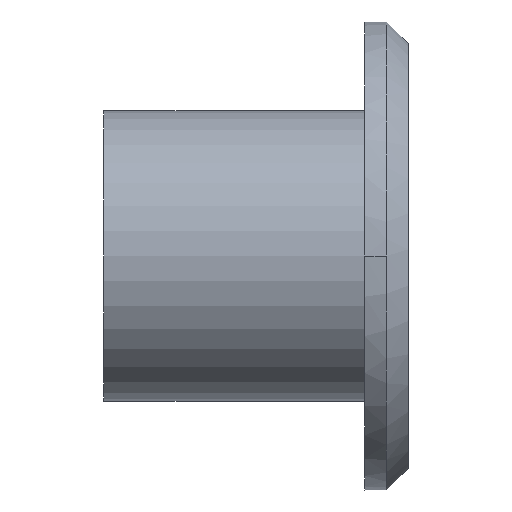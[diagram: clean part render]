
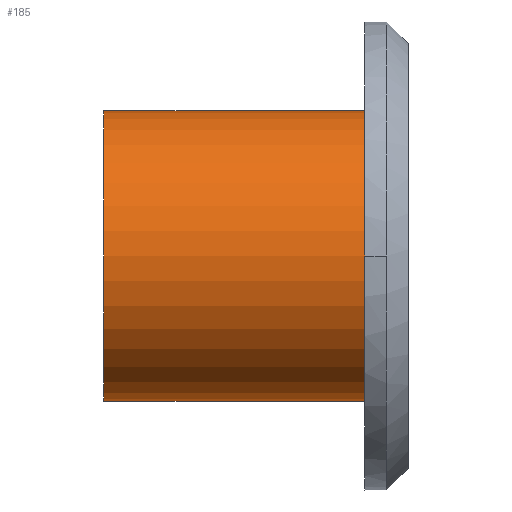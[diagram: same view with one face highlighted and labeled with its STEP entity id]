
A CAD part, left-side view. The second image highlights one B-rep face of the part: STEP entity #185.
In plain terms, the highlighted cylindrical face has radius 10 mm (diameter 20 mm), a partial arc.
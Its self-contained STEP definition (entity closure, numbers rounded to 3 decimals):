
#59 = DIRECTION ( 'NONE',  ( 0., -1., 0. ) ) ;
#81 = CARTESIAN_POINT ( 'NONE',  ( 0., -24.9, 0. ) ) ;
#130 = CARTESIAN_POINT ( 'NONE',  ( 0., -6.95, -10. ) ) ;
#155 = CARTESIAN_POINT ( 'NONE',  ( 0., -6.95, -10. ) ) ;
#185 = ADVANCED_FACE ( 'NONE', ( #353 ), #866, .T. ) ;
#223 = CARTESIAN_POINT ( 'NONE',  ( 0., -24.9, 10. ) ) ;
#235 = VERTEX_POINT ( 'NONE', #678 ) ;
#254 = AXIS2_PLACEMENT_3D ( 'NONE', #81, #59, #580 ) ;
#271 = CARTESIAN_POINT ( 'NONE',  ( 0., -6.95, 10. ) ) ;
#310 = DIRECTION ( 'NONE',  ( 0., -1., 0. ) ) ;
#353 = FACE_OUTER_BOUND ( 'NONE', #821, .T. ) ;
#363 = EDGE_CURVE ( 'NONE', #579, #730, #1000, .T. ) ;
#367 = EDGE_CURVE ( 'NONE', #235, #919, #911, .T. ) ;
#387 = ORIENTED_EDGE ( 'NONE', *, *, #609, .F. ) ;
#388 = DIRECTION ( 'NONE',  ( 0., 1., 0. ) ) ;
#444 = VECTOR ( 'NONE', #388, 1000. ) ;
#488 = DIRECTION ( 'NONE',  ( 0., 0., -1. ) ) ;
#549 = CARTESIAN_POINT ( 'NONE',  ( 0., -15.925, 0. ) ) ;
#550 = CIRCLE ( 'NONE', #254, 10. ) ;
#579 = VERTEX_POINT ( 'NONE', #155 ) ;
#580 = DIRECTION ( 'NONE',  ( 0., 0., 1. ) ) ;
#609 = EDGE_CURVE ( 'NONE', #235, #730, #550, .T. ) ;
#628 = AXIS2_PLACEMENT_3D ( 'NONE', #549, #310, #667 ) ;
#667 = DIRECTION ( 'NONE',  ( 0., 0., 1. ) ) ;
#678 = CARTESIAN_POINT ( 'NONE',  ( 0., -24.9, 10. ) ) ;
#713 = EDGE_CURVE ( 'NONE', #579, #919, #1068, .T. ) ;
#730 = VERTEX_POINT ( 'NONE', #1095 ) ;
#816 = ORIENTED_EDGE ( 'NONE', *, *, #363, .T. ) ;
#821 = EDGE_LOOP ( 'NONE', ( #816, #387, #932, #1002 ) ) ;
#836 = DIRECTION ( 'NONE',  ( 0., -1., 0. ) ) ;
#866 = CYLINDRICAL_SURFACE ( 'NONE', #628, 10. ) ;
#875 = AXIS2_PLACEMENT_3D ( 'NONE', #1087, #935, #488 ) ;
#911 = LINE ( 'NONE', #223, #444 ) ;
#919 = VERTEX_POINT ( 'NONE', #271 ) ;
#932 = ORIENTED_EDGE ( 'NONE', *, *, #367, .T. ) ;
#935 = DIRECTION ( 'NONE',  ( 0., 1., 0. ) ) ;
#1000 = LINE ( 'NONE', #130, #1086 ) ;
#1002 = ORIENTED_EDGE ( 'NONE', *, *, #713, .F. ) ;
#1068 = CIRCLE ( 'NONE', #875, 10. ) ;
#1086 = VECTOR ( 'NONE', #836, 1000. ) ;
#1087 = CARTESIAN_POINT ( 'NONE',  ( 0., -6.95, 0. ) ) ;
#1095 = CARTESIAN_POINT ( 'NONE',  ( 0., -24.9, -10. ) ) ;
